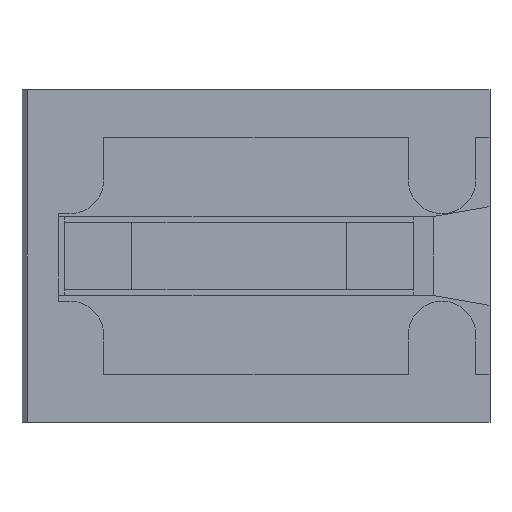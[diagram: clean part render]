
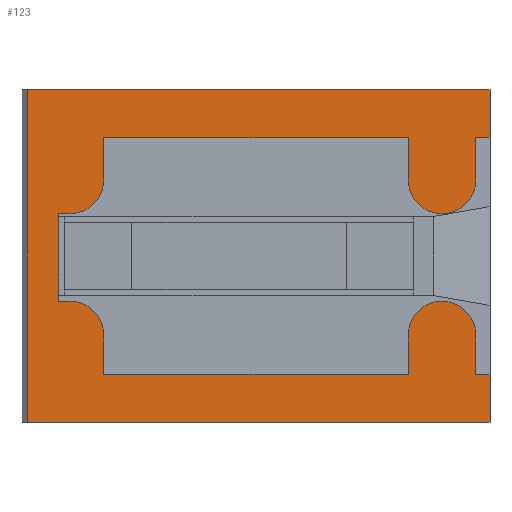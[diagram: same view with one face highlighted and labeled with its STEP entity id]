
A CAD part, front view. The second image highlights one B-rep face of the part: STEP entity #123.
In plain terms, the highlighted planar face has unit normal (0, -1, 0).
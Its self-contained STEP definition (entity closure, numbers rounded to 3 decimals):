
#123 = ADVANCED_FACE( '', ( #316 ), #317, .T. );
#316 = FACE_OUTER_BOUND( '', #589, .T. );
#317 = PLANE( '', #590 );
#589 = EDGE_LOOP( '', ( #910, #911, #912, #913, #914, #915, #916, #917, #918, #919, #920, #921, #922, #923, #924, #925, #926, #927, #928, #929, #930, #931 ) );
#590 = AXIS2_PLACEMENT_3D( '', #932, #933, #934 );
#910 = ORIENTED_EDGE( '', *, *, #1640, .T. );
#911 = ORIENTED_EDGE( '', *, *, #1641, .T. );
#912 = ORIENTED_EDGE( '', *, *, #1642, .T. );
#913 = ORIENTED_EDGE( '', *, *, #1643, .F. );
#914 = ORIENTED_EDGE( '', *, *, #1644, .T. );
#915 = ORIENTED_EDGE( '', *, *, #1645, .T. );
#916 = ORIENTED_EDGE( '', *, *, #1634, .F. );
#917 = ORIENTED_EDGE( '', *, *, #1630, .F. );
#918 = ORIENTED_EDGE( '', *, *, #1646, .T. );
#919 = ORIENTED_EDGE( '', *, *, #1647, .T. );
#920 = ORIENTED_EDGE( '', *, *, #1648, .T. );
#921 = ORIENTED_EDGE( '', *, *, #1615, .T. );
#922 = ORIENTED_EDGE( '', *, *, #1626, .F. );
#923 = ORIENTED_EDGE( '', *, *, #1649, .F. );
#924 = ORIENTED_EDGE( '', *, *, #1650, .T. );
#925 = ORIENTED_EDGE( '', *, *, #1651, .T. );
#926 = ORIENTED_EDGE( '', *, *, #1652, .F. );
#927 = ORIENTED_EDGE( '', *, *, #1653, .F. );
#928 = ORIENTED_EDGE( '', *, *, #1654, .T. );
#929 = ORIENTED_EDGE( '', *, *, #1655, .T. );
#930 = ORIENTED_EDGE( '', *, *, #1656, .T. );
#931 = ORIENTED_EDGE( '', *, *, #1657, .T. );
#932 = CARTESIAN_POINT( '', ( -94.885, 19.777, 38.6 ) );
#933 = DIRECTION( '', ( 0., -1., 0. ) );
#934 = DIRECTION( '', ( 0., 0., -1. ) );
#1615 = EDGE_CURVE( '', #1934, #1935, #1936, .T. );
#1626 = EDGE_CURVE( '', #1953, #1935, #1954, .T. );
#1630 = EDGE_CURVE( '', #1959, #1960, #1961, .T. );
#1634 = EDGE_CURVE( '', #1960, #1965, #1966, .T. );
#1640 = EDGE_CURVE( '', #1974, #1975, #1976, .T. );
#1641 = EDGE_CURVE( '', #1975, #1977, #1978, .T. );
#1642 = EDGE_CURVE( '', #1977, #1979, #1980, .T. );
#1643 = EDGE_CURVE( '', #1981, #1979, #1982, .T. );
#1644 = EDGE_CURVE( '', #1981, #1983, #1984, .T. );
#1645 = EDGE_CURVE( '', #1983, #1965, #1985, .T. );
#1646 = EDGE_CURVE( '', #1959, #1986, #1987, .T. );
#1647 = EDGE_CURVE( '', #1986, #1988, #1989, .T. );
#1648 = EDGE_CURVE( '', #1988, #1934, #1990, .T. );
#1649 = EDGE_CURVE( '', #1991, #1953, #1992, .T. );
#1650 = EDGE_CURVE( '', #1991, #1993, #1994, .T. );
#1651 = EDGE_CURVE( '', #1993, #1995, #1996, .T. );
#1652 = EDGE_CURVE( '', #1997, #1995, #1998, .T. );
#1653 = EDGE_CURVE( '', #1999, #1997, #2000, .T. );
#1654 = EDGE_CURVE( '', #1999, #2001, #2002, .T. );
#1655 = EDGE_CURVE( '', #2001, #2003, #2004, .T. );
#1656 = EDGE_CURVE( '', #2003, #2005, #2006, .T. );
#1657 = EDGE_CURVE( '', #2005, #1974, #2007, .T. );
#1934 = VERTEX_POINT( '', #2393 );
#1935 = VERTEX_POINT( '', #2394 );
#1936 = LINE( '', #2395, #2396 );
#1953 = VERTEX_POINT( '', #2422 );
#1954 = LINE( '', #2423, #2424 );
#1959 = VERTEX_POINT( '', #2431 );
#1960 = VERTEX_POINT( '', #2432 );
#1961 = LINE( '', #2433, #2434 );
#1965 = VERTEX_POINT( '', #2440 );
#1966 = LINE( '', #2441, #2442 );
#1974 = VERTEX_POINT( '', #2451 );
#1975 = VERTEX_POINT( '', #2452 );
#1976 = LINE( '', #2453, #2454 );
#1977 = VERTEX_POINT( '', #2455 );
#1978 = LINE( '', #2456, #2457 );
#1979 = VERTEX_POINT( '', #2458 );
#1980 = LINE( '', #2459, #2460 );
#1981 = VERTEX_POINT( '', #2461 );
#1982 = LINE( '', #2462, #2463 );
#1983 = VERTEX_POINT( '', #2464 );
#1984 = LINE( '', #2465, #2466 );
#1985 = CIRCLE( '', #2467, 0.6 );
#1986 = VERTEX_POINT( '', #2468 );
#1987 = LINE( '', #2469, #2470 );
#1988 = VERTEX_POINT( '', #2471 );
#1989 = CIRCLE( '', #2472, 0.6 );
#1990 = LINE( '', #2473, #2474 );
#1991 = VERTEX_POINT( '', #2475 );
#1992 = CIRCLE( '', #2476, 0.6 );
#1993 = VERTEX_POINT( '', #2477 );
#1994 = LINE( '', #2478, #2479 );
#1995 = VERTEX_POINT( '', #2480 );
#1996 = LINE( '', #2481, #2482 );
#1997 = VERTEX_POINT( '', #2483 );
#1998 = LINE( '', #2484, #2485 );
#1999 = VERTEX_POINT( '', #2486 );
#2000 = CIRCLE( '', #2487, 0.6 );
#2001 = VERTEX_POINT( '', #2488 );
#2002 = LINE( '', #2489, #2490 );
#2003 = VERTEX_POINT( '', #2491 );
#2004 = LINE( '', #2492, #2493 );
#2005 = VERTEX_POINT( '', #2494 );
#2006 = LINE( '', #2495, #2496 );
#2007 = LINE( '', #2497, #2498 );
#2393 = CARTESIAN_POINT( '', ( -95.085, 19.777, 39.2 ) );
#2394 = CARTESIAN_POINT( '', ( -95.085, 19.777, 40.75 ) );
#2395 = CARTESIAN_POINT( '', ( -95.085, 19.777, 40. ) );
#2396 = VECTOR( '', #2980, 1000. );
#2422 = CARTESIAN_POINT( '', ( -94.885, 19.777, 40.75 ) );
#2423 = CARTESIAN_POINT( '', ( -94.885, 19.777, 40.75 ) );
#2424 = VECTOR( '', #2990, 1000. );
#2431 = CARTESIAN_POINT( '', ( -94.285, 19.777, 37.9 ) );
#2432 = CARTESIAN_POINT( '', ( -88.885, 19.777, 37.9 ) );
#2433 = CARTESIAN_POINT( '', ( -87.535, 19.777, 37.9 ) );
#2434 = VECTOR( '', #2993, 1000. );
#2440 = CARTESIAN_POINT( '', ( -88.885, 19.777, 38.6 ) );
#2441 = CARTESIAN_POINT( '', ( -88.885, 19.777, 50. ) );
#2442 = VECTOR( '', #2996, 1000. );
#2451 = CARTESIAN_POINT( '', ( -95.64, 19.777, 42.95 ) );
#2452 = CARTESIAN_POINT( '', ( -95.64, 19.777, 37.05 ) );
#2453 = CARTESIAN_POINT( '', ( -95.64, 19.777, 50. ) );
#2454 = VECTOR( '', #3004, 1000. );
#2455 = CARTESIAN_POINT( '', ( -87.435, 19.777, 37.05 ) );
#2456 = CARTESIAN_POINT( '', ( -87.535, 19.777, 37.05 ) );
#2457 = VECTOR( '', #3005, 1000. );
#2458 = CARTESIAN_POINT( '', ( -87.435, 19.777, 37.9 ) );
#2459 = CARTESIAN_POINT( '', ( -87.435, 19.777, 40. ) );
#2460 = VECTOR( '', #3006, 1000. );
#2461 = CARTESIAN_POINT( '', ( -87.685, 19.777, 37.9 ) );
#2462 = CARTESIAN_POINT( '', ( -87.535, 19.777, 37.9 ) );
#2463 = VECTOR( '', #3007, 1000. );
#2464 = CARTESIAN_POINT( '', ( -87.685, 19.777, 38.6 ) );
#2465 = CARTESIAN_POINT( '', ( -87.685, 19.777, 50. ) );
#2466 = VECTOR( '', #3008, 1000. );
#2467 = AXIS2_PLACEMENT_3D( '', #3009, #3010, #3011 );
#2468 = CARTESIAN_POINT( '', ( -94.285, 19.777, 38.6 ) );
#2469 = CARTESIAN_POINT( '', ( -94.285, 19.777, 50. ) );
#2470 = VECTOR( '', #3012, 1000. );
#2471 = CARTESIAN_POINT( '', ( -94.885, 19.777, 39.2 ) );
#2472 = AXIS2_PLACEMENT_3D( '', #3013, #3014, #3015 );
#2473 = CARTESIAN_POINT( '', ( -87.535, 19.777, 39.2 ) );
#2474 = VECTOR( '', #3016, 1000. );
#2475 = CARTESIAN_POINT( '', ( -94.285, 19.777, 41.35 ) );
#2476 = AXIS2_PLACEMENT_3D( '', #3017, #3018, #3019 );
#2477 = CARTESIAN_POINT( '', ( -94.285, 19.777, 42.1 ) );
#2478 = CARTESIAN_POINT( '', ( -94.285, 19.777, 44.95 ) );
#2479 = VECTOR( '', #3020, 1000. );
#2480 = CARTESIAN_POINT( '', ( -88.885, 19.777, 42.1 ) );
#2481 = CARTESIAN_POINT( '', ( -87.535, 19.777, 42.1 ) );
#2482 = VECTOR( '', #3021, 1000. );
#2483 = CARTESIAN_POINT( '', ( -88.885, 19.777, 41.35 ) );
#2484 = CARTESIAN_POINT( '', ( -88.885, 19.777, 44.95 ) );
#2485 = VECTOR( '', #3022, 1000. );
#2486 = CARTESIAN_POINT( '', ( -87.685, 19.777, 41.35 ) );
#2487 = AXIS2_PLACEMENT_3D( '', #3023, #3024, #3025 );
#2488 = CARTESIAN_POINT( '', ( -87.685, 19.777, 42.1 ) );
#2489 = CARTESIAN_POINT( '', ( -87.685, 19.777, 44.95 ) );
#2490 = VECTOR( '', #3026, 1000. );
#2491 = CARTESIAN_POINT( '', ( -87.435, 19.777, 42.1 ) );
#2492 = CARTESIAN_POINT( '', ( -87.535, 19.777, 42.1 ) );
#2493 = VECTOR( '', #3027, 1000. );
#2494 = CARTESIAN_POINT( '', ( -87.435, 19.777, 42.95 ) );
#2495 = CARTESIAN_POINT( '', ( -87.435, 19.777, 40. ) );
#2496 = VECTOR( '', #3028, 1000. );
#2497 = CARTESIAN_POINT( '', ( -94.885, 19.777, 42.95 ) );
#2498 = VECTOR( '', #3029, 1000. );
#2980 = DIRECTION( '', ( 0., 0., 1. ) );
#2990 = DIRECTION( '', ( -1., 0., 0. ) );
#2993 = DIRECTION( '', ( 1., 0., 0. ) );
#2996 = DIRECTION( '', ( 0., 0., 1. ) );
#3004 = DIRECTION( '', ( 0., 0., -1. ) );
#3005 = DIRECTION( '', ( 1., 0., 0. ) );
#3006 = DIRECTION( '', ( 0., 0., 1. ) );
#3007 = DIRECTION( '', ( 1., 0., 0. ) );
#3008 = DIRECTION( '', ( 0., 0., 1. ) );
#3009 = CARTESIAN_POINT( '', ( -88.285, 19.777, 38.6 ) );
#3010 = DIRECTION( '', ( 0., -1., 0. ) );
#3011 = DIRECTION( '', ( 1., 0., 0. ) );
#3012 = DIRECTION( '', ( 0., 0., 1. ) );
#3013 = CARTESIAN_POINT( '', ( -94.885, 19.777, 38.6 ) );
#3014 = DIRECTION( '', ( 0., -1., 0. ) );
#3015 = DIRECTION( '', ( 1., 0., 0. ) );
#3016 = DIRECTION( '', ( -1., 0., 0. ) );
#3017 = CARTESIAN_POINT( '', ( -94.885, 19.777, 41.35 ) );
#3018 = DIRECTION( '', ( 0., 1., 0. ) );
#3019 = DIRECTION( '', ( 0., 0., -1. ) );
#3020 = DIRECTION( '', ( 0., 0., 1. ) );
#3021 = DIRECTION( '', ( 1., 0., 0. ) );
#3022 = DIRECTION( '', ( 0., 0., 1. ) );
#3023 = CARTESIAN_POINT( '', ( -88.285, 19.777, 41.35 ) );
#3024 = DIRECTION( '', ( 0., 1., 0. ) );
#3025 = DIRECTION( '', ( 0., 0., -1. ) );
#3026 = DIRECTION( '', ( 0., 0., 1. ) );
#3027 = DIRECTION( '', ( 1., 0., 0. ) );
#3028 = DIRECTION( '', ( 0., 0., 1. ) );
#3029 = DIRECTION( '', ( -1., 0., 0. ) );
